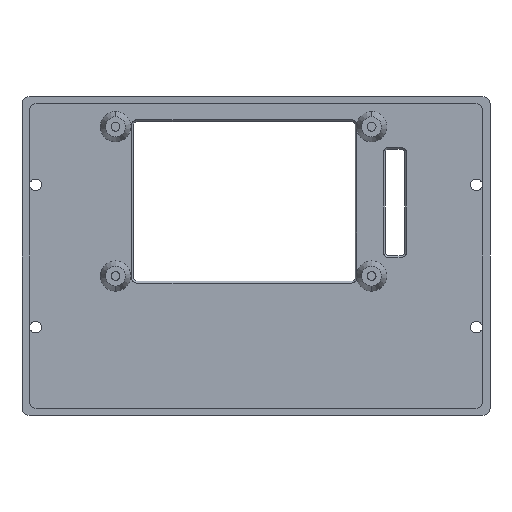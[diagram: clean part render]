
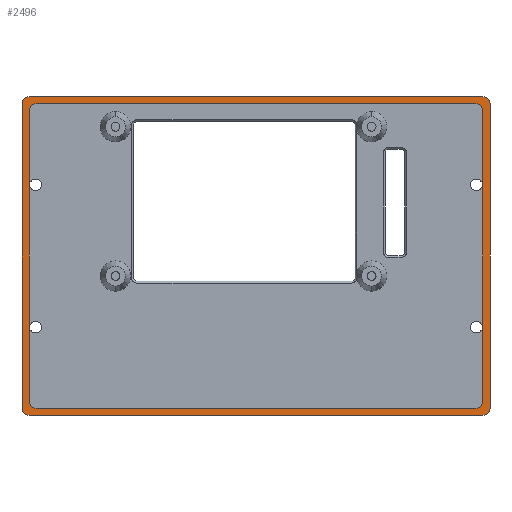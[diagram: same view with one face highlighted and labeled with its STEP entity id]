
A CAD part, front view. The second image highlights one B-rep face of the part: STEP entity #2496.
In plain terms, the highlighted planar face has unit normal (0, -1, 0).
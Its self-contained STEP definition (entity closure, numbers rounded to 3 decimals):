
#14 = VECTOR ( 'NONE', #1328, 1000. ) ;
#51 = ORIENTED_EDGE ( 'NONE', *, *, #2094, .T. ) ;
#68 = VERTEX_POINT ( 'NONE', #1584 ) ;
#80 = EDGE_CURVE ( 'NONE', #2488, #1378, #2798, .T. ) ;
#84 = LINE ( 'NONE', #2907, #14 ) ;
#85 = CARTESIAN_POINT ( 'NONE',  ( -61.8, 0., 42.8 ) ) ;
#92 = DIRECTION ( 'NONE',  ( 0., 0., 1. ) ) ;
#120 = ORIENTED_EDGE ( 'NONE', *, *, #589, .T. ) ;
#136 = VERTEX_POINT ( 'NONE', #1209 ) ;
#151 = CARTESIAN_POINT ( 'NONE',  ( -63.8, 0., 42.8 ) ) ;
#156 = VERTEX_POINT ( 'NONE', #720 ) ;
#188 = CIRCLE ( 'NONE', #1379, 2. ) ;
#189 = AXIS2_PLACEMENT_3D ( 'NONE', #815, #1027, #1501 ) ;
#259 = CARTESIAN_POINT ( 'NONE',  ( -65.8, 0., 42.8 ) ) ;
#272 = VERTEX_POINT ( 'NONE', #545 ) ;
#281 = EDGE_CURVE ( 'NONE', #2527, #883, #2720, .T. ) ;
#306 = VERTEX_POINT ( 'NONE', #85 ) ;
#321 = DIRECTION ( 'NONE',  ( 0., 1., 0. ) ) ;
#355 = DIRECTION ( 'NONE',  ( 1., 0., 0. ) ) ;
#356 = EDGE_CURVE ( 'NONE', #136, #272, #2628, .T. ) ;
#365 = AXIS2_PLACEMENT_3D ( 'NONE', #2974, #2485, #2048 ) ;
#378 = ORIENTED_EDGE ( 'NONE', *, *, #2558, .F. ) ;
#393 = EDGE_CURVE ( 'NONE', #910, #883, #2513, .T. ) ;
#423 = CARTESIAN_POINT ( 'NONE',  ( -63.8, 0., -42.8 ) ) ;
#464 = DIRECTION ( 'NONE',  ( 0., 1., 0. ) ) ;
#468 = DIRECTION ( 'NONE',  ( 0., 0., 1. ) ) ;
#530 = CARTESIAN_POINT ( 'NONE',  ( 65.8, 0., 42.8 ) ) ;
#545 = CARTESIAN_POINT ( 'NONE',  ( -63.8, 0., -44.8 ) ) ;
#556 = AXIS2_PLACEMENT_3D ( 'NONE', #2313, #1836, #468 ) ;
#563 = EDGE_CURVE ( 'NONE', #68, #272, #1944, .T. ) ;
#589 = EDGE_CURVE ( 'NONE', #2050, #1235, #763, .T. ) ;
#590 = VECTOR ( 'NONE', #1064, 1000. ) ;
#665 = EDGE_LOOP ( 'NONE', ( #2812, #2272, #718, #51, #2602, #2687, #2440, #120 ) ) ;
#702 = AXIS2_PLACEMENT_3D ( 'NONE', #423, #2968, #1801 ) ;
#716 = VECTOR ( 'NONE', #2980, 1000. ) ;
#718 = ORIENTED_EDGE ( 'NONE', *, *, #356, .F. ) ;
#720 = CARTESIAN_POINT ( 'NONE',  ( 63.8, 0., 44.8 ) ) ;
#727 = ORIENTED_EDGE ( 'NONE', *, *, #793, .T. ) ;
#733 = VERTEX_POINT ( 'NONE', #530 ) ;
#763 = CIRCLE ( 'NONE', #2916, 2. ) ;
#793 = EDGE_CURVE ( 'NONE', #2488, #2884, #188, .T. ) ;
#815 = CARTESIAN_POINT ( 'NONE',  ( 61.8, 0., 40.8 ) ) ;
#825 = VECTOR ( 'NONE', #1168, 1000. ) ;
#883 = VERTEX_POINT ( 'NONE', #2164 ) ;
#910 = VERTEX_POINT ( 'NONE', #1700 ) ;
#933 = VERTEX_POINT ( 'NONE', #1723 ) ;
#973 = CIRCLE ( 'NONE', #1950, 2. ) ;
#988 = ORIENTED_EDGE ( 'NONE', *, *, #281, .T. ) ;
#1006 = LINE ( 'NONE', #2653, #2683 ) ;
#1027 = DIRECTION ( 'NONE',  ( 0., 1., 0. ) ) ;
#1064 = DIRECTION ( 'NONE',  ( 0., 0., -1. ) ) ;
#1090 = DIRECTION ( 'NONE',  ( 0., 0., 1. ) ) ;
#1121 = VECTOR ( 'NONE', #2438, 1000. ) ;
#1132 = CARTESIAN_POINT ( 'NONE',  ( 63.8, 0., 42.8 ) ) ;
#1134 = DIRECTION ( 'NONE',  ( 0., 0., 1. ) ) ;
#1146 = ORIENTED_EDGE ( 'NONE', *, *, #80, .F. ) ;
#1168 = DIRECTION ( 'NONE',  ( 1., 0., 0. ) ) ;
#1185 = FACE_BOUND ( 'NONE', #1913, .T. ) ;
#1189 = VECTOR ( 'NONE', #2246, 1000. ) ;
#1209 = CARTESIAN_POINT ( 'NONE',  ( 63.8, 0., -44.8 ) ) ;
#1235 = VERTEX_POINT ( 'NONE', #259 ) ;
#1239 = CARTESIAN_POINT ( 'NONE',  ( 61.8, 0., -42.8 ) ) ;
#1253 = AXIS2_PLACEMENT_3D ( 'NONE', #2591, #2388, #1672 ) ;
#1259 = CARTESIAN_POINT ( 'NONE',  ( 63.8, 0., 40.8 ) ) ;
#1273 = CARTESIAN_POINT ( 'NONE',  ( 65.8, 0., -44.8 ) ) ;
#1300 = CARTESIAN_POINT ( 'NONE',  ( 65.8, 0., 44.8 ) ) ;
#1312 = EDGE_CURVE ( 'NONE', #2050, #156, #2011, .T. ) ;
#1328 = DIRECTION ( 'NONE',  ( 0., 0., 1. ) ) ;
#1346 = CARTESIAN_POINT ( 'NONE',  ( -63.8, 0., 44.8 ) ) ;
#1378 = VERTEX_POINT ( 'NONE', #1259 ) ;
#1379 = AXIS2_PLACEMENT_3D ( 'NONE', #2596, #321, #92 ) ;
#1501 = DIRECTION ( 'NONE',  ( 0., 0., 1. ) ) ;
#1556 = CARTESIAN_POINT ( 'NONE',  ( -61.8, 0., 40.8 ) ) ;
#1569 = CARTESIAN_POINT ( 'NONE',  ( -61.8, 0., -42.8 ) ) ;
#1584 = CARTESIAN_POINT ( 'NONE',  ( -65.8, 0., -42.8 ) ) ;
#1588 = ORIENTED_EDGE ( 'NONE', *, *, #2534, .T. ) ;
#1609 = CIRCLE ( 'NONE', #189, 2. ) ;
#1672 = DIRECTION ( 'NONE',  ( 0., 0., 1. ) ) ;
#1700 = CARTESIAN_POINT ( 'NONE',  ( -63.8, 0., 40.8 ) ) ;
#1718 = CIRCLE ( 'NONE', #365, 2. ) ;
#1723 = CARTESIAN_POINT ( 'NONE',  ( 65.8, 0., -42.8 ) ) ;
#1801 = DIRECTION ( 'NONE',  ( 0., 0., 1. ) ) ;
#1806 = ORIENTED_EDGE ( 'NONE', *, *, #2788, .T. ) ;
#1836 = DIRECTION ( 'NONE',  ( 0., -1., 0. ) ) ;
#1865 = LINE ( 'NONE', #1300, #1189 ) ;
#1913 = EDGE_LOOP ( 'NONE', ( #2250, #1588, #2106, #1806, #1146, #727, #378, #988 ) ) ;
#1944 = CIRCLE ( 'NONE', #702, 2. ) ;
#1950 = AXIS2_PLACEMENT_3D ( 'NONE', #1556, #464, #1134 ) ;
#1958 = EDGE_CURVE ( 'NONE', #733, #933, #1865, .T. ) ;
#1974 = EDGE_CURVE ( 'NONE', #68, #1235, #84, .T. ) ;
#1980 = VERTEX_POINT ( 'NONE', #2446 ) ;
#2011 = LINE ( 'NONE', #2186, #2917 ) ;
#2048 = DIRECTION ( 'NONE',  ( 0., 0., 1. ) ) ;
#2050 = VERTEX_POINT ( 'NONE', #1346 ) ;
#2052 = DIRECTION ( 'NONE',  ( 0., -1., 0. ) ) ;
#2094 = EDGE_CURVE ( 'NONE', #136, #933, #1718, .T. ) ;
#2105 = CIRCLE ( 'NONE', #556, 2. ) ;
#2106 = ORIENTED_EDGE ( 'NONE', *, *, #2868, .F. ) ;
#2164 = CARTESIAN_POINT ( 'NONE',  ( -63.8, 0., -40.8 ) ) ;
#2168 = DIRECTION ( 'NONE',  ( -1., 0., 0. ) ) ;
#2186 = CARTESIAN_POINT ( 'NONE',  ( 65.8, 0., 44.8 ) ) ;
#2246 = DIRECTION ( 'NONE',  ( 0., 0., -1. ) ) ;
#2249 = DIRECTION ( 'NONE',  ( 0., 1., 0. ) ) ;
#2250 = ORIENTED_EDGE ( 'NONE', *, *, #393, .F. ) ;
#2272 = ORIENTED_EDGE ( 'NONE', *, *, #563, .T. ) ;
#2313 = CARTESIAN_POINT ( 'NONE',  ( 63.8, 0., 42.8 ) ) ;
#2388 = DIRECTION ( 'NONE',  ( 0., 1., 0. ) ) ;
#2395 = FACE_OUTER_BOUND ( 'NONE', #665, .T. ) ;
#2438 = DIRECTION ( 'NONE',  ( -1., 0., 0. ) ) ;
#2440 = ORIENTED_EDGE ( 'NONE', *, *, #1312, .F. ) ;
#2446 = CARTESIAN_POINT ( 'NONE',  ( 61.8, 0., 42.8 ) ) ;
#2467 = CARTESIAN_POINT ( 'NONE',  ( 63.8, 0., -40.8 ) ) ;
#2485 = DIRECTION ( 'NONE',  ( 0., -1., 0. ) ) ;
#2487 = CARTESIAN_POINT ( 'NONE',  ( -63.8, 0., 42.8 ) ) ;
#2488 = VERTEX_POINT ( 'NONE', #2467 ) ;
#2490 = CARTESIAN_POINT ( 'NONE',  ( 0., 0., 0. ) ) ;
#2496 = ADVANCED_FACE ( 'NONE', ( #2395, #1185 ), #2963, .F. ) ;
#2498 = DIRECTION ( 'NONE',  ( 0., 0., 1. ) ) ;
#2500 = AXIS2_PLACEMENT_3D ( 'NONE', #2490, #2249, #2498 ) ;
#2513 = LINE ( 'NONE', #151, #590 ) ;
#2527 = VERTEX_POINT ( 'NONE', #1569 ) ;
#2534 = EDGE_CURVE ( 'NONE', #910, #306, #973, .T. ) ;
#2558 = EDGE_CURVE ( 'NONE', #2527, #2884, #2650, .T. ) ;
#2591 = CARTESIAN_POINT ( 'NONE',  ( -61.8, 0., -40.8 ) ) ;
#2596 = CARTESIAN_POINT ( 'NONE',  ( 61.8, 0., -40.8 ) ) ;
#2602 = ORIENTED_EDGE ( 'NONE', *, *, #1958, .F. ) ;
#2628 = LINE ( 'NONE', #1273, #1121 ) ;
#2637 = EDGE_CURVE ( 'NONE', #733, #156, #2105, .T. ) ;
#2650 = LINE ( 'NONE', #2772, #825 ) ;
#2653 = CARTESIAN_POINT ( 'NONE',  ( -63.8, 0., 42.8 ) ) ;
#2683 = VECTOR ( 'NONE', #2168, 1000. ) ;
#2687 = ORIENTED_EDGE ( 'NONE', *, *, #2637, .T. ) ;
#2720 = CIRCLE ( 'NONE', #1253, 2. ) ;
#2772 = CARTESIAN_POINT ( 'NONE',  ( -63.8, 0., -42.8 ) ) ;
#2788 = EDGE_CURVE ( 'NONE', #1980, #1378, #1609, .T. ) ;
#2798 = LINE ( 'NONE', #1132, #716 ) ;
#2812 = ORIENTED_EDGE ( 'NONE', *, *, #1974, .F. ) ;
#2868 = EDGE_CURVE ( 'NONE', #1980, #306, #1006, .T. ) ;
#2884 = VERTEX_POINT ( 'NONE', #1239 ) ;
#2907 = CARTESIAN_POINT ( 'NONE',  ( -65.8, 0., 44.8 ) ) ;
#2916 = AXIS2_PLACEMENT_3D ( 'NONE', #2487, #2052, #1090 ) ;
#2917 = VECTOR ( 'NONE', #355, 1000. ) ;
#2963 = PLANE ( 'NONE',  #2500 ) ;
#2968 = DIRECTION ( 'NONE',  ( 0., -1., 0. ) ) ;
#2974 = CARTESIAN_POINT ( 'NONE',  ( 63.8, 0., -42.8 ) ) ;
#2980 = DIRECTION ( 'NONE',  ( 0., 0., 1. ) ) ;
